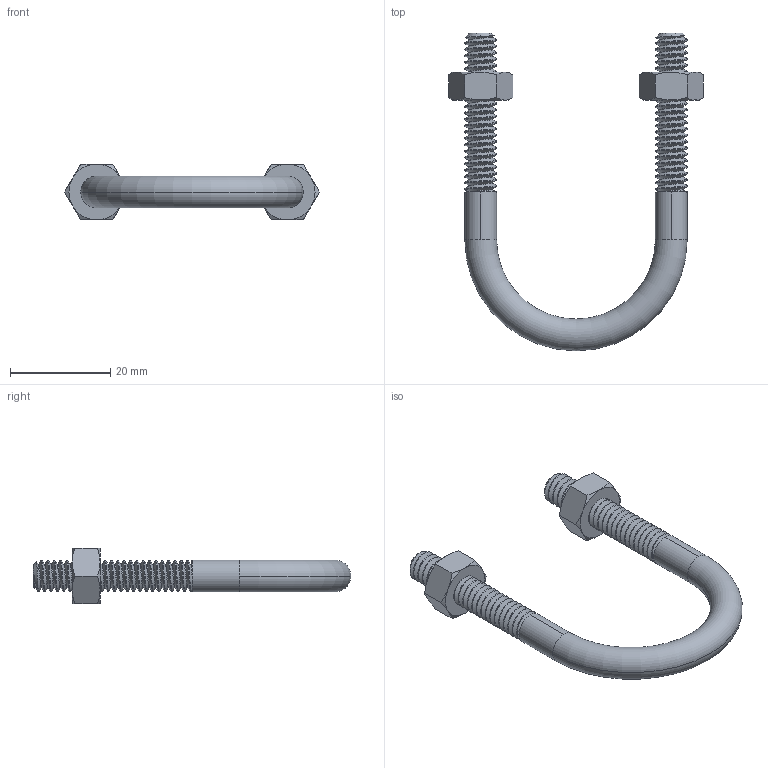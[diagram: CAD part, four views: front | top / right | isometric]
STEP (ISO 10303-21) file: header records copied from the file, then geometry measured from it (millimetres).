
FILE_DESCRIPTION (( 'STEP AP203' ), '1' );
FILE_NAME ('8896T92_304 Stainless Steel U-Bolt.STEP', '2021-09-07T21:26:57', ( 'Administrator' ), ( 'Managed by Terraform' ), 'SwSTEP 2.0', 'SolidWorks 2017', '' );
FILE_SCHEMA (( 'CONFIG_CONTROL_DESIGN' ));
Length unit declared in the file: inch
Products named in the file (1): 8896T92_304 Stainless Steel U-Bolt
Bounding box: 50.93 x 63.5 x 11.11 mm (x, y, z)
Volume: 4863.9 mm3; surface area: 4475.6 mm2
Topology: 3 solids, 3 shells, 162 faces, 442 edges, 286 vertices
Faces by surface type: cylinder 106, cone 28, plane 20, bspline 6, torus 2
Entity records: 13023 total; most frequent: CARTESIAN_POINT 9557, ORIENTED_EDGE 884, DIRECTION 544, EDGE_CURVE 442, VERTEX_POINT 286, AXIS2_PLACEMENT_3D 211, EDGE_LOOP 166, FACE_OUTER_BOUND 162
